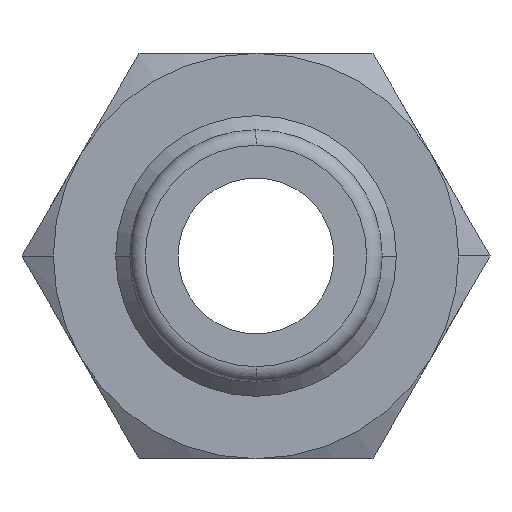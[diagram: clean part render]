
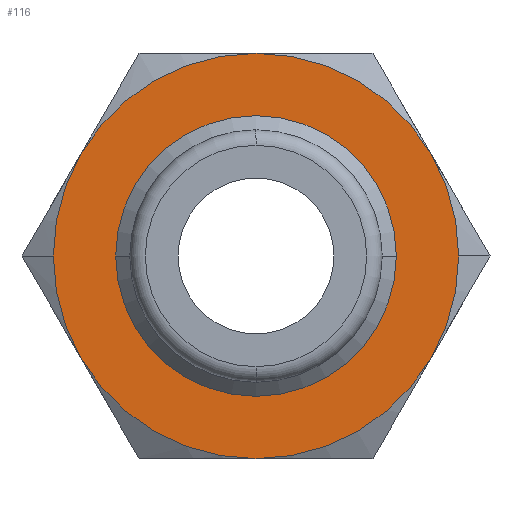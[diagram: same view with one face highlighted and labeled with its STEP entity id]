
A CAD part, front view. The second image highlights one B-rep face of the part: STEP entity #116.
In plain terms, the highlighted planar face has unit normal (0, -1, 0).
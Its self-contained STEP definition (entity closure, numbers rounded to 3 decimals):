
#116=ADVANCED_FACE('',(#252,#253),#254,.T.);
#252=FACE_OUTER_BOUND('',#407,.T.);
#253=FACE_BOUND('',#408,.T.);
#254=PLANE('',#409);
#407=EDGE_LOOP('',(#666,#667,#668,#669,#670,#671,#672,#673));
#408=EDGE_LOOP('',(#674,#675));
#409=AXIS2_PLACEMENT_3D('',#676,#677,#678);
#666=ORIENTED_EDGE('',*,*,#889,.F.);
#667=ORIENTED_EDGE('',*,*,#985,.F.);
#668=ORIENTED_EDGE('',*,*,#986,.F.);
#669=ORIENTED_EDGE('',*,*,#956,.F.);
#670=ORIENTED_EDGE('',*,*,#929,.F.);
#671=ORIENTED_EDGE('',*,*,#983,.F.);
#672=ORIENTED_EDGE('',*,*,#987,.F.);
#673=ORIENTED_EDGE('',*,*,#988,.F.);
#674=ORIENTED_EDGE('',*,*,#954,.F.);
#675=ORIENTED_EDGE('',*,*,#989,.F.);
#676=CARTESIAN_POINT('',(3.25,14.0,0.0));
#677=DIRECTION('',(-0.0,-1.0,-0.0));
#678=DIRECTION('',(-1.0,0.0,0.0));
#889=EDGE_CURVE('',#1041,#1038,#1043,.T.);
#929=EDGE_CURVE('',#1111,#1109,#1113,.T.);
#954=EDGE_CURVE('',#1149,#1146,#1151,.T.);
#956=EDGE_CURVE('',#1109,#1090,#1153,.T.);
#983=EDGE_CURVE('',#1168,#1111,#1190,.T.);
#985=EDGE_CURVE('',#1068,#1041,#1192,.T.);
#986=EDGE_CURVE('',#1090,#1068,#1193,.T.);
#987=EDGE_CURVE('',#1194,#1168,#1195,.T.);
#988=EDGE_CURVE('',#1038,#1194,#1196,.T.);
#989=EDGE_CURVE('',#1146,#1149,#1197,.T.);
#1038=VERTEX_POINT('',#1248);
#1041=VERTEX_POINT('',#1252);
#1043=CIRCLE('',#1265,6.5);
#1068=VERTEX_POINT('',#1326);
#1090=VERTEX_POINT('',#1396);
#1109=VERTEX_POINT('',#1462);
#1111=VERTEX_POINT('',#1465);
#1113=CIRCLE('',#1478,6.5);
#1146=VERTEX_POINT('',#1519);
#1149=VERTEX_POINT('',#1523);
#1151=CIRCLE('',#1526,4.5);
#1153=CIRCLE('',#1528,6.5);
#1168=VERTEX_POINT('',#1567);
#1190=CIRCLE('',#1626,6.5);
#1192=CIRCLE('',#1628,6.5);
#1193=CIRCLE('',#1629,6.5);
#1194=VERTEX_POINT('',#1630);
#1195=CIRCLE('',#1631,6.5);
#1196=CIRCLE('',#1632,6.5);
#1197=CIRCLE('',#1633,4.5);
#1248=CARTESIAN_POINT('',(6.5,14.0,0.));
#1252=CARTESIAN_POINT('',(5.629,14.0,3.25));
#1265=AXIS2_PLACEMENT_3D('',#1752,#1753,#1754);
#1326=CARTESIAN_POINT('',(0.,14.0,6.5));
#1396=CARTESIAN_POINT('',(-5.629,14.0,3.25));
#1462=CARTESIAN_POINT('',(-6.5,14.0,0.));
#1465=CARTESIAN_POINT('',(-5.629,14.0,-3.25));
#1478=AXIS2_PLACEMENT_3D('',#1790,#1791,#1792);
#1519=CARTESIAN_POINT('',(4.5,14.0,0.));
#1523=CARTESIAN_POINT('',(-4.5,14.0,0.));
#1526=AXIS2_PLACEMENT_3D('',#1830,#1831,#1832);
#1528=AXIS2_PLACEMENT_3D('',#1833,#1834,#1835);
#1567=CARTESIAN_POINT('',(0.0,14.0,-6.5));
#1626=AXIS2_PLACEMENT_3D('',#1866,#1867,#1868);
#1628=AXIS2_PLACEMENT_3D('',#1869,#1870,#1871);
#1629=AXIS2_PLACEMENT_3D('',#1872,#1873,#1874);
#1630=CARTESIAN_POINT('',(5.629,14.0,-3.25));
#1631=AXIS2_PLACEMENT_3D('',#1875,#1876,#1877);
#1632=AXIS2_PLACEMENT_3D('',#1878,#1879,#1880);
#1633=AXIS2_PLACEMENT_3D('',#1881,#1882,#1883);
#1752=CARTESIAN_POINT('',(0.0,14.0,0.0));
#1753=DIRECTION('',(-0.0,1.0,0.0));
#1754=DIRECTION('',(1.0,0.0,0.0));
#1790=CARTESIAN_POINT('',(0.0,14.0,0.0));
#1791=DIRECTION('',(-0.0,1.0,0.0));
#1792=DIRECTION('',(1.0,0.0,0.0));
#1830=CARTESIAN_POINT('',(0.0,14.0,0.0));
#1831=DIRECTION('',(0.0,-1.0,0.0));
#1832=DIRECTION('',(1.0,0.0,0.0));
#1833=CARTESIAN_POINT('',(0.0,14.0,0.0));
#1834=DIRECTION('',(-0.0,1.0,0.0));
#1835=DIRECTION('',(1.0,0.0,0.0));
#1866=CARTESIAN_POINT('',(0.0,14.0,0.0));
#1867=DIRECTION('',(-0.0,1.0,0.0));
#1868=DIRECTION('',(1.0,0.0,0.0));
#1869=CARTESIAN_POINT('',(0.0,14.0,0.0));
#1870=DIRECTION('',(-0.0,1.0,0.0));
#1871=DIRECTION('',(1.0,0.0,0.0));
#1872=CARTESIAN_POINT('',(0.0,14.0,0.0));
#1873=DIRECTION('',(-0.0,1.0,0.0));
#1874=DIRECTION('',(1.0,0.0,0.0));
#1875=CARTESIAN_POINT('',(0.0,14.0,0.0));
#1876=DIRECTION('',(-0.0,1.0,0.0));
#1877=DIRECTION('',(1.0,0.0,0.0));
#1878=CARTESIAN_POINT('',(0.0,14.0,0.0));
#1879=DIRECTION('',(-0.0,1.0,0.0));
#1880=DIRECTION('',(1.0,0.0,0.0));
#1881=CARTESIAN_POINT('',(0.0,14.0,0.0));
#1882=DIRECTION('',(0.0,-1.0,0.0));
#1883=DIRECTION('',(1.0,0.0,0.0));
